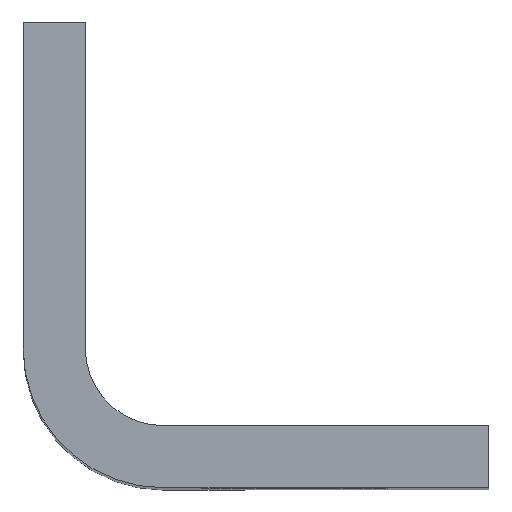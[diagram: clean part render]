
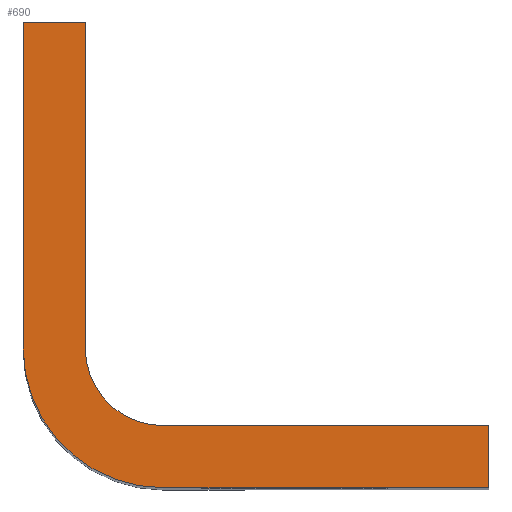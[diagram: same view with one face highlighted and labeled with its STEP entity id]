
A CAD part, top view. The second image highlights one B-rep face of the part: STEP entity #690.
In plain terms, the highlighted planar face has unit normal (0, 0, 1).
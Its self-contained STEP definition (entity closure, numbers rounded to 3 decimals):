
#46=PLANE('',#754);
#80=FACE_OUTER_BOUND('',#126,.T.);
#126=EDGE_LOOP('',(#635,#636,#637,#638,#639,#640,#641,#642));
#182=LINE('',#1115,#250);
#184=LINE('',#1119,#252);
#187=LINE('',#1127,#255);
#189=LINE('',#1131,#257);
#191=LINE('',#1135,#259);
#194=LINE('',#1142,#262);
#250=VECTOR('',#916,4.);
#252=VECTOR('',#920,21.);
#255=VECTOR('',#929,21.);
#257=VECTOR('',#933,4.);
#259=VECTOR('',#937,21.);
#262=VECTOR('',#946,21.);
#289=CIRCLE('',#747,5.);
#290=CIRCLE('',#752,9.);
#347=VERTEX_POINT('',#1112);
#348=VERTEX_POINT('',#1114);
#349=VERTEX_POINT('',#1118);
#350=VERTEX_POINT('',#1122);
#351=VERTEX_POINT('',#1126);
#352=VERTEX_POINT('',#1130);
#353=VERTEX_POINT('',#1134);
#354=VERTEX_POINT('',#1138);
#436=EDGE_CURVE('',#348,#347,#182,.T.);
#438=EDGE_CURVE('',#349,#348,#184,.T.);
#440=EDGE_CURVE('',#350,#349,#289,.T.);
#442=EDGE_CURVE('',#351,#350,#187,.T.);
#444=EDGE_CURVE('',#352,#351,#189,.T.);
#446=EDGE_CURVE('',#353,#352,#191,.T.);
#448=EDGE_CURVE('',#354,#353,#290,.T.);
#450=EDGE_CURVE('',#347,#354,#194,.T.);
#635=ORIENTED_EDGE('',*,*,#450,.T.);
#636=ORIENTED_EDGE('',*,*,#448,.T.);
#637=ORIENTED_EDGE('',*,*,#446,.T.);
#638=ORIENTED_EDGE('',*,*,#444,.T.);
#639=ORIENTED_EDGE('',*,*,#442,.T.);
#640=ORIENTED_EDGE('',*,*,#440,.T.);
#641=ORIENTED_EDGE('',*,*,#438,.T.);
#642=ORIENTED_EDGE('',*,*,#436,.T.);
#690=ADVANCED_FACE('',(#80),#46,.T.);
#747=AXIS2_PLACEMENT_3D('',#1123,#924,#925);
#752=AXIS2_PLACEMENT_3D('',#1139,#941,#942);
#754=AXIS2_PLACEMENT_3D('',#1143,#947,#948);
#916=DIRECTION('',(-1.,0.,0.));
#920=DIRECTION('',(0.,1.,0.));
#924=DIRECTION('center_axis',(0.,0.,-1.));
#925=DIRECTION('ref_axis',(1.,0.,0.));
#929=DIRECTION('',(-1.,0.,0.));
#933=DIRECTION('',(0.,1.,0.));
#937=DIRECTION('',(1.,0.,0.));
#941=DIRECTION('center_axis',(0.,0.,1.));
#942=DIRECTION('ref_axis',(-1.,0.,0.));
#946=DIRECTION('',(0.,-1.,0.));
#947=DIRECTION('center_axis',(0.,0.,1.));
#948=DIRECTION('ref_axis',(1.,0.,0.));
#1112=CARTESIAN_POINT('',(0.,30.,42.5));
#1114=CARTESIAN_POINT('',(4.,30.,42.5));
#1115=CARTESIAN_POINT('',(4.,30.,42.5));
#1118=CARTESIAN_POINT('',(4.,9.,42.5));
#1119=CARTESIAN_POINT('',(4.,9.,42.5));
#1122=CARTESIAN_POINT('',(9.,4.,42.5));
#1123=CARTESIAN_POINT('Origin',(9.,9.,42.5));
#1126=CARTESIAN_POINT('',(30.,4.,42.5));
#1127=CARTESIAN_POINT('',(30.,4.,42.5));
#1130=CARTESIAN_POINT('',(30.,0.,42.5));
#1131=CARTESIAN_POINT('',(30.,0.,42.5));
#1134=CARTESIAN_POINT('',(9.,0.,42.5));
#1135=CARTESIAN_POINT('',(9.,0.,42.5));
#1138=CARTESIAN_POINT('',(0.,9.,42.5));
#1139=CARTESIAN_POINT('Origin',(9.,9.,42.5));
#1142=CARTESIAN_POINT('',(0.,30.,42.5));
#1143=CARTESIAN_POINT('Origin',(10.138,10.138,42.5));
